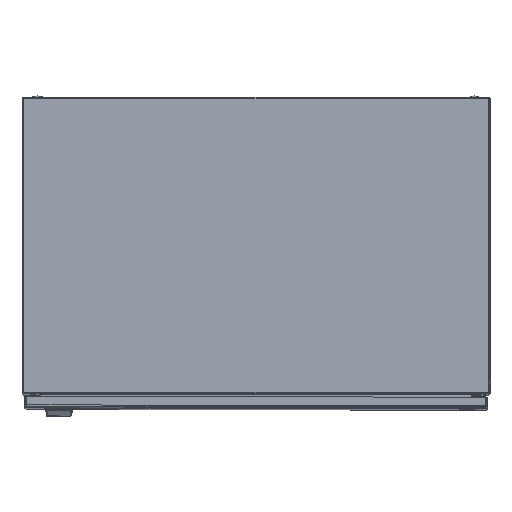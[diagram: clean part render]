
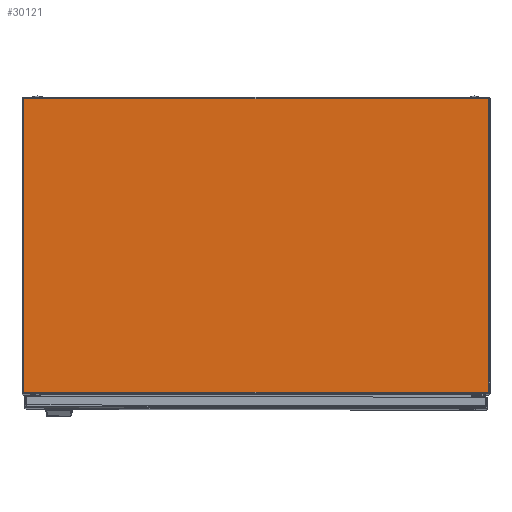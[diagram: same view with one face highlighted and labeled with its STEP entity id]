
A CAD part, top view. The second image highlights one B-rep face of the part: STEP entity #30121.
In plain terms, the highlighted face is planar.
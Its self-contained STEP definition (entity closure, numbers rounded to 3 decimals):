
#26703=DIRECTION('',(0.,0.,-1.));
#26704=VECTOR('',#26703,376.3);
#26705=CARTESIAN_POINT('',(398.,800.,129.434));
#26706=LINE('',#26705,#26704);
#26741=DIRECTION('',(1.,0.,0.));
#26742=VECTOR('',#26741,596.);
#26743=CARTESIAN_POINT('',(-198.,800.,129.434));
#26744=LINE('',#26743,#26742);
#26786=DIRECTION('',(0.,0.,1.));
#26787=VECTOR('',#26786,376.3);
#26788=CARTESIAN_POINT('',(-198.,800.,-246.867));
#26789=LINE('',#26788,#26787);
#26824=DIRECTION('',(-1.,0.,0.));
#26825=VECTOR('',#26824,596.);
#26826=CARTESIAN_POINT('',(398.,800.,-246.867));
#26827=LINE('',#26826,#26825);
#28614=CARTESIAN_POINT('',(398.,800.,129.434));
#28615=VERTEX_POINT('',#28614);
#28616=CARTESIAN_POINT('',(398.,800.,-246.867));
#28617=VERTEX_POINT('',#28616);
#28618=CARTESIAN_POINT('',(-198.,800.,129.434));
#28619=VERTEX_POINT('',#28618);
#28620=CARTESIAN_POINT('',(-198.,800.,-246.867));
#28621=VERTEX_POINT('',#28620);
#30110=CARTESIAN_POINT('',(100.,800.,1.2));
#30111=DIRECTION('',(0.,-1.,0.));
#30112=DIRECTION('',(0.,0.,-1.));
#30113=AXIS2_PLACEMENT_3D('',#30110,#30111,#30112);
#30114=PLANE('',#30113);
#30115=ORIENTED_EDGE('',*,*,#29885,.F.);
#30116=ORIENTED_EDGE('',*,*,#29913,.F.);
#30117=ORIENTED_EDGE('',*,*,#29940,.F.);
#30118=ORIENTED_EDGE('',*,*,#29858,.F.);
#30119=EDGE_LOOP('',(#30115,#30116,#30117,#30118));
#30120=FACE_OUTER_BOUND('',#30119,.F.);
#29858=EDGE_CURVE('',#28615,#28617,#26706,.T.);
#29885=EDGE_CURVE('',#28619,#28615,#26744,.T.);
#29913=EDGE_CURVE('',#28621,#28619,#26789,.T.);
#29940=EDGE_CURVE('',#28617,#28621,#26827,.T.);
#30121=ADVANCED_FACE('',(#30120),#30114,.F.);
